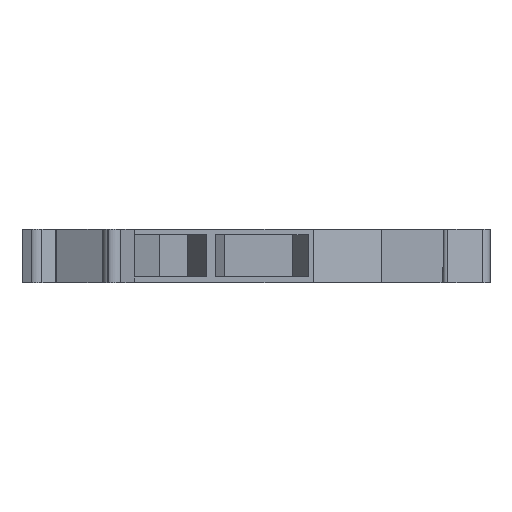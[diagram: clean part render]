
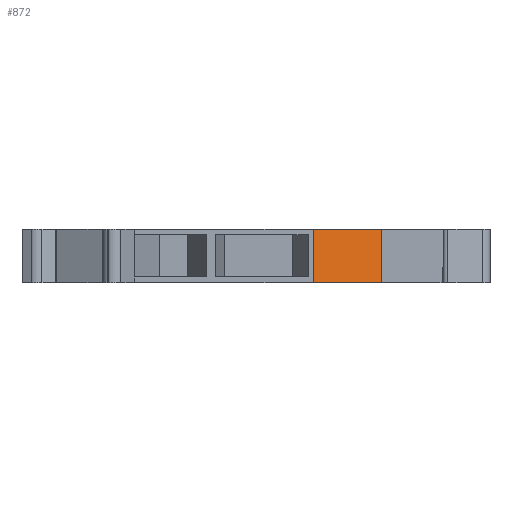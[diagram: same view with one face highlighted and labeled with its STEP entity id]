
A CAD part, left-side view. The second image highlights one B-rep face of the part: STEP entity #872.
In plain terms, the highlighted planar face has unit normal (-0.866, -0.5, 0).
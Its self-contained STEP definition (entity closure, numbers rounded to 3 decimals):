
#872=ADVANCED_FACE('',(#2445),#2447,.T.);
#2445=FACE_BOUND('',#2446,.T.);
#2446=EDGE_LOOP('',(#3844,#3845,#3846,#3847));
#2447=PLANE('',#2448);
#2448=AXIS2_PLACEMENT_3D('',#2449,#2450,#2451);
#2449=CARTESIAN_POINT('',(-28.082,-249.886,2.6));
#2450=DIRECTION('',(-0.866,-0.5,0.));
#2451=DIRECTION('',(0.5,-0.866,0.));
#3844=ORIENTED_EDGE('',*,*,#4567,.F.);
#3845=ORIENTED_EDGE('',*,*,#4717,.F.);
#3846=ORIENTED_EDGE('',*,*,#4349,.T.);
#3847=ORIENTED_EDGE('',*,*,#4637,.T.);
#4349=EDGE_CURVE('',#4979,#4977,#4980,.T.);
#4567=EDGE_CURVE('',#5401,#5403,#5404,.T.);
#4637=EDGE_CURVE('',#4977,#5403,#5523,.T.);
#4717=EDGE_CURVE('',#4979,#5401,#5621,.T.);
#4977=VERTEX_POINT('',#6082);
#4979=VERTEX_POINT('',#6086);
#4980=LINE('',#6087,#6088);
#5401=VERTEX_POINT('',#7025);
#5403=VERTEX_POINT('',#7029);
#5404=LINE('',#7030,#7031);
#5523=LINE('',#7310,#7311);
#5621=LINE('',#7573,#7574);
#6082=CARTESIAN_POINT('',(-31.932,-243.217,2.6));
#6086=CARTESIAN_POINT('',(-28.082,-249.886,2.6));
#6087=CARTESIAN_POINT('',(-28.082,-249.886,2.6));
#6088=VECTOR('',#6089,1.);
#6089=DIRECTION('',(-0.5,0.866,0.));
#7025=CARTESIAN_POINT('',(-28.082,-249.886,-2.6));
#7029=CARTESIAN_POINT('',(-31.932,-243.217,-2.6));
#7030=CARTESIAN_POINT('',(-28.082,-249.886,-2.6));
#7031=VECTOR('',#7032,1.);
#7032=DIRECTION('',(-0.5,0.866,0.));
#7310=CARTESIAN_POINT('',(-31.932,-243.217,2.6));
#7311=VECTOR('',#7312,1.);
#7312=DIRECTION('',(0.,0.,-1.));
#7573=CARTESIAN_POINT('',(-28.082,-249.886,2.6));
#7574=VECTOR('',#7575,1.);
#7575=DIRECTION('',(0.,0.,-1.));
